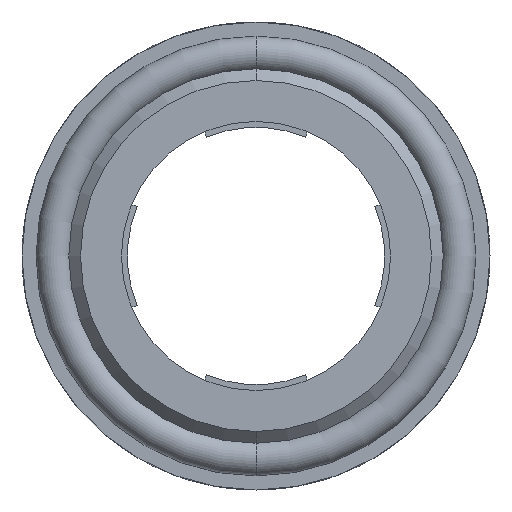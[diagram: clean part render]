
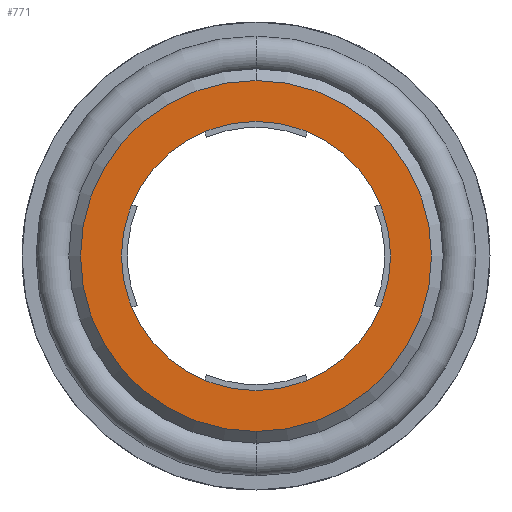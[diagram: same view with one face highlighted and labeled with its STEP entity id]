
A CAD part, front view. The second image highlights one B-rep face of the part: STEP entity #771.
In plain terms, the highlighted planar face has unit normal (0, -1, 0).
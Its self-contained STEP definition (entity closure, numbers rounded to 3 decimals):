
#8 = FACE_BOUND ( 'NONE', #402, .T. ) ;
#15 = FACE_OUTER_BOUND ( 'NONE', #401, .T. ) ;
#16 = AXIS2_PLACEMENT_3D ( 'NONE', #1620, #1619, #1618 ) ;
#401 = EDGE_LOOP ( 'NONE', ( #961, #959 ) ) ;
#402 = EDGE_LOOP ( 'NONE', ( #965, #957 ) ) ;
#472 = VERTEX_POINT ( 'NONE', #1708 ) ;
#476 = VERTEX_POINT ( 'NONE', #1704 ) ;
#477 = VERTEX_POINT ( 'NONE', #1703 ) ;
#484 = VERTEX_POINT ( 'NONE', #1696 ) ;
#575 = AXIS2_PLACEMENT_3D ( 'NONE', #2116, #2123, #2124 ) ;
#605 = AXIS2_PLACEMENT_3D ( 'NONE', #1901, #1905, #1906 ) ;
#609 = AXIS2_PLACEMENT_3D ( 'NONE', #1907, #1908, #1909 ) ;
#653 = AXIS2_PLACEMENT_3D ( 'NONE', #2107, #2111, #2112 ) ;
#732 = CIRCLE ( 'NONE', #605, 7.5 ) ;
#733 = CIRCLE ( 'NONE', #609, 5.75 ) ;
#771 = ADVANCED_FACE ( 'NONE', ( #15, #8 ), #1621, .F. ) ;
#854 = CIRCLE ( 'NONE', #653, 7.5 ) ;
#856 = CIRCLE ( 'NONE', #575, 5.75 ) ;
#957 = ORIENTED_EDGE ( 'NONE', *, *, #1787, .T. ) ;
#959 = ORIENTED_EDGE ( 'NONE', *, *, #1783, .T. ) ;
#961 = ORIENTED_EDGE ( 'NONE', *, *, #2312, .T. ) ;
#965 = ORIENTED_EDGE ( 'NONE', *, *, #2313, .T. ) ;
#1618 = DIRECTION ( 'NONE',  ( 0., 0., 1. ) ) ;
#1619 = DIRECTION ( 'NONE',  ( 0., 1., 0. ) ) ;
#1620 = CARTESIAN_POINT ( 'NONE',  ( 8., -8.352, 0. ) ) ;
#1621 = PLANE ( 'NONE',  #16 ) ;
#1696 = CARTESIAN_POINT ( 'NONE',  ( 0., -8.352, -7.5 ) ) ;
#1703 = CARTESIAN_POINT ( 'NONE',  ( 0., -8.352, 5.75 ) ) ;
#1704 = CARTESIAN_POINT ( 'NONE',  ( 0., -8.352, 7.5 ) ) ;
#1708 = CARTESIAN_POINT ( 'NONE',  ( 0., -8.352, -5.75 ) ) ;
#1783 = EDGE_CURVE ( 'NONE', #484, #476, #854, .T. ) ;
#1787 = EDGE_CURVE ( 'NONE', #472, #477, #856, .T. ) ;
#1901 = CARTESIAN_POINT ( 'NONE',  ( 0., -8.352, 0. ) ) ;
#1905 = DIRECTION ( 'NONE',  ( 0., -1., 0. ) ) ;
#1906 = DIRECTION ( 'NONE',  ( 0., 0., 1. ) ) ;
#1907 = CARTESIAN_POINT ( 'NONE',  ( 0., -8.352, 0. ) ) ;
#1908 = DIRECTION ( 'NONE',  ( 0., 1., 0. ) ) ;
#1909 = DIRECTION ( 'NONE',  ( 0., 0., 1. ) ) ;
#2107 = CARTESIAN_POINT ( 'NONE',  ( 0., -8.352, 0. ) ) ;
#2111 = DIRECTION ( 'NONE',  ( 0., -1., 0. ) ) ;
#2112 = DIRECTION ( 'NONE',  ( 0., 0., 1. ) ) ;
#2116 = CARTESIAN_POINT ( 'NONE',  ( 0., -8.352, 0. ) ) ;
#2123 = DIRECTION ( 'NONE',  ( 0., 1., 0. ) ) ;
#2124 = DIRECTION ( 'NONE',  ( 0., 0., 1. ) ) ;
#2312 = EDGE_CURVE ( 'NONE', #476, #484, #732, .T. ) ;
#2313 = EDGE_CURVE ( 'NONE', #477, #472, #733, .T. ) ;
